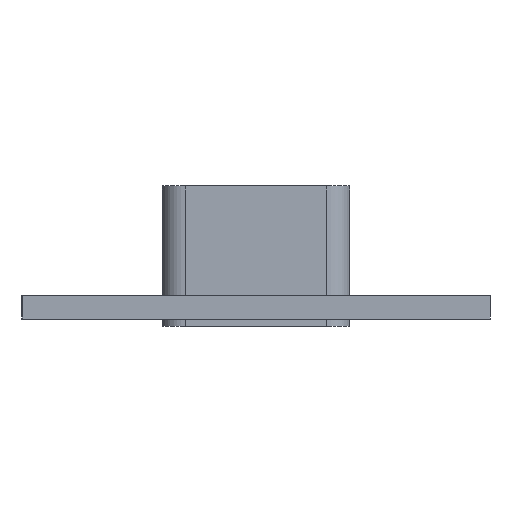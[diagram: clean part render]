
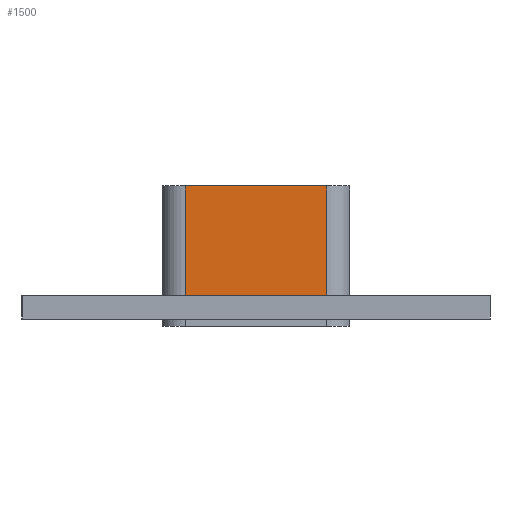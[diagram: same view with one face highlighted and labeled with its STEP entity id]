
A CAD part, front view. The second image highlights one B-rep face of the part: STEP entity #1500.
In plain terms, the highlighted planar face has unit normal (0, -1, 0).
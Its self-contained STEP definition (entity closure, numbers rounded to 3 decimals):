
#904=CARTESIAN_POINT('',(30.25,-437.,-17.0));
#905=VERTEX_POINT('',#904);
#913=CARTESIAN_POINT('',(-30.25,-437.,-17.0));
#914=VERTEX_POINT('',#913);
#915=CARTESIAN_POINT('',(-30.25,-437.,-17.));
#916=DIRECTION('',(1.0,0.0,0.0));
#917=VECTOR('',#916,60.5);
#918=LINE('',#915,#917);
#919=EDGE_CURVE('',#914,#905,#918,.T.);
#1150=CARTESIAN_POINT('',(30.25,-437.,30.0));
#1151=VERTEX_POINT('',#1150);
#1159=CARTESIAN_POINT('',(30.25,-437.,30.0));
#1160=DIRECTION('',(0.0,0.0,-1.0));
#1161=VECTOR('',#1160,47.0);
#1162=LINE('',#1159,#1161);
#1163=EDGE_CURVE('',#1151,#905,#1162,.T.);
#1477=CARTESIAN_POINT('',(-40.25,-437.,0.0));
#1478=DIRECTION('',(0.0,-1.0,0.0));
#1479=DIRECTION('',(1.0,0.0,0.0));
#1480=AXIS2_PLACEMENT_3D('',#1477,#1478,#1479);
#1481=PLANE('',#1480);
#1482=ORIENTED_EDGE('',*,*,#919,.T.);
#1483=ORIENTED_EDGE('',*,*,#1163,.F.);
#1484=CARTESIAN_POINT('',(-30.25,-437.,30.0));
#1485=VERTEX_POINT('',#1484);
#1486=CARTESIAN_POINT('',(-30.25,-437.,30.0));
#1487=DIRECTION('',(1.0,0.0,0.0));
#1488=VECTOR('',#1487,60.5);
#1489=LINE('',#1486,#1488);
#1490=EDGE_CURVE('',#1485,#1151,#1489,.T.);
#1491=ORIENTED_EDGE('',*,*,#1490,.F.);
#1492=CARTESIAN_POINT('',(-30.25,-437.,-17.0));
#1493=DIRECTION('',(0.0,0.0,1.0));
#1494=VECTOR('',#1493,47.0);
#1495=LINE('',#1492,#1494);
#1496=EDGE_CURVE('',#914,#1485,#1495,.T.);
#1497=ORIENTED_EDGE('',*,*,#1496,.F.);
#1498=EDGE_LOOP('',(#1482,#1483,#1491,#1497));
#1499=FACE_OUTER_BOUND('',#1498,.T.);
#1500=ADVANCED_FACE('',(#1499),#1481,.T.);
